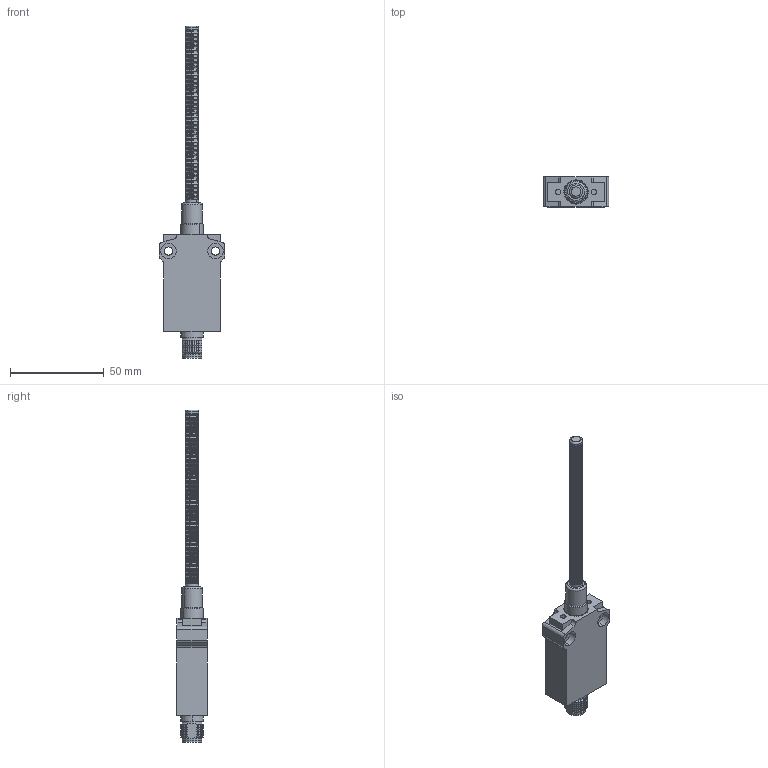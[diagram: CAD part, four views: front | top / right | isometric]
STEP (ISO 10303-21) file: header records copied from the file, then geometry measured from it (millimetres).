
FILE_DESCRIPTION (( 'STEP AP214' ), '1' );
FILE_NAME ('AEM2G9301Z11M.step', '2017-12-19T21:35:36', ( '' ), ( '' ), 'SwSTEP 2.0', 'SolidWorks 2017', '' );
FILE_SCHEMA (( 'AUTOMOTIVE_DESIGN' ));
Length unit declared in the file: inch
Products named in the file (1): AEM2G9301Z11M
Bounding box: 35 x 16 x 177 mm (x, y, z)
Volume: 30684 mm3; surface area: 11457.7 mm2
Topology: 4 solids, 4 shells, 682 faces, 1447 edges, 786 vertices
Faces by surface type: bspline 524, cylinder 68, plane 55, cone 35
Entity records: 33251 total; most frequent: CARTESIAN_POINT 11061, DIRECTION 2895, ORIENTED_EDGE 2894, EDGE_CURVE 1447, AXIS2_PLACEMENT_3D 1361, CIRCLE 1202, VERTEX_POINT 786, EDGE_LOOP 699
